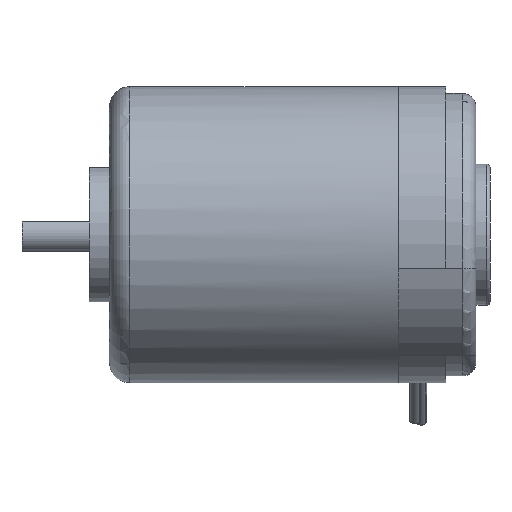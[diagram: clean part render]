
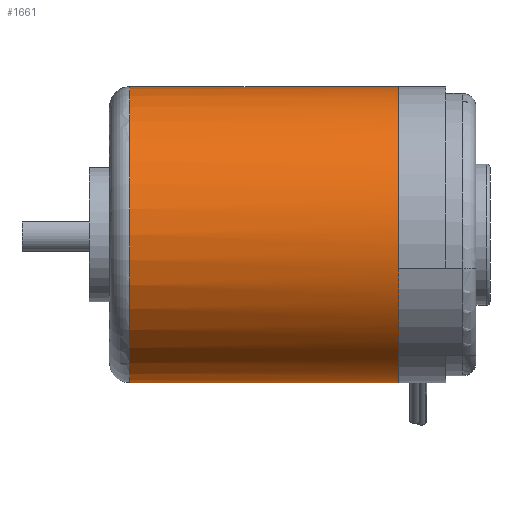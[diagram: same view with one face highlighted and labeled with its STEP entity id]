
A CAD part, front view. The second image highlights one B-rep face of the part: STEP entity #1661.
In plain terms, the highlighted cylindrical face has radius 22 mm (diameter 44 mm), a partial arc.
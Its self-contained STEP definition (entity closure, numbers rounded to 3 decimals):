
#1197=CARTESIAN_POINT('POINT2910',(3.,0.,
   22.));
#1198=VERTEX_POINT('VERTEX2910',#1197);
#1208=CARTESIAN_POINT('POINT2911',(3.,0.,
   -22.));
#1209=VERTEX_POINT('VERTEX2911',#1208);
#1217=CARTESIAN_POINT('POS3975',(3.,0.,0.));
#1218=DIRECTION('DIR6159',(-1.,0.,0.));
#1219=DIRECTION('DIR6160',(0.,0.,1.));
#1220=AXIS2_PLACEMENT_3D('AXIS2185',#1217,#1218,#1219);
#1221=CIRCLE('ELLIPSE1066',#1220,22.);
#1222=EDGE_CURVE('EDGE4778',#1209,#1198,#1221,.T.);
#1630=CARTESIAN_POINT('POINT2934',(43.,0.,
   22.));
#1631=VERTEX_POINT('VERTEX2934',#1630);
#1632=CARTESIAN_POINT('POS4006',(23.,0.,
   22.));
#1633=DIRECTION('DIR6205',(-1.,0.,0.));
#1634=VECTOR('VEC1807',#1633,1.);
#1635=LINE('STRAIGHT1807',#1632,#1634);
#1636=EDGE_CURVE('EDGE4814',#1631,#1198,#1635,.T.);
#1637=ORIENTED_EDGE('COEDGE9640',*,*,#1636,.T.);
#1638=ORIENTED_EDGE('COEDGE9641',*,*,#1222,.F.);
#1639=CARTESIAN_POINT('POINT2935',(43.,0.,
   -22.));
#1640=VERTEX_POINT('VERTEX2935',#1639);
#1641=CARTESIAN_POINT('POS4007',(23.,0.,
   -22.));
#1642=DIRECTION('DIR6206',(1.,0.,0.));
#1643=VECTOR('VEC1808',#1642,1.);
#1644=LINE('STRAIGHT1808',#1641,#1643);
#1645=EDGE_CURVE('EDGE4815',#1209,#1640,#1644,.T.);
#1646=ORIENTED_EDGE('COEDGE9642',*,*,#1645,.T.);
#1647=CARTESIAN_POINT('POS4008',(43.,0.,0.));
#1648=DIRECTION('DIR6207',(-1.,0.,0.));
#1649=DIRECTION('DIR6208',(0.,0.,1.));
#1650=AXIS2_PLACEMENT_3D('AXIS2200',#1647,#1648,#1649);
#1651=CIRCLE('ELLIPSE1074',#1650,22.);
#1652=EDGE_CURVE('EDGE4816',#1640,#1631,#1651,.T.);
#1653=ORIENTED_EDGE('COEDGE9643',*,*,#1652,.T.);
#1654=EDGE_LOOP('NONE',(#1637,#1638,#1646,#1653));
#1655=FACE_BOUND('LOOP1',#1654,.T.);
#1656=CARTESIAN_POINT('POS4009',(23.,0.,0.));
#1657=DIRECTION('DIR6209',(-1.,0.,0.));
#1658=DIRECTION('DIR6210',(0.,0.,1.));
#1659=AXIS2_PLACEMENT_3D('AXIS2201',#1656,#1657,#1658);
#1660=CYLINDRICAL_SURFACE('CONE_SURF416',#1659,22.);
#1661=ADVANCED_FACE('FACE2094',(#1655),#1660,.T.);
